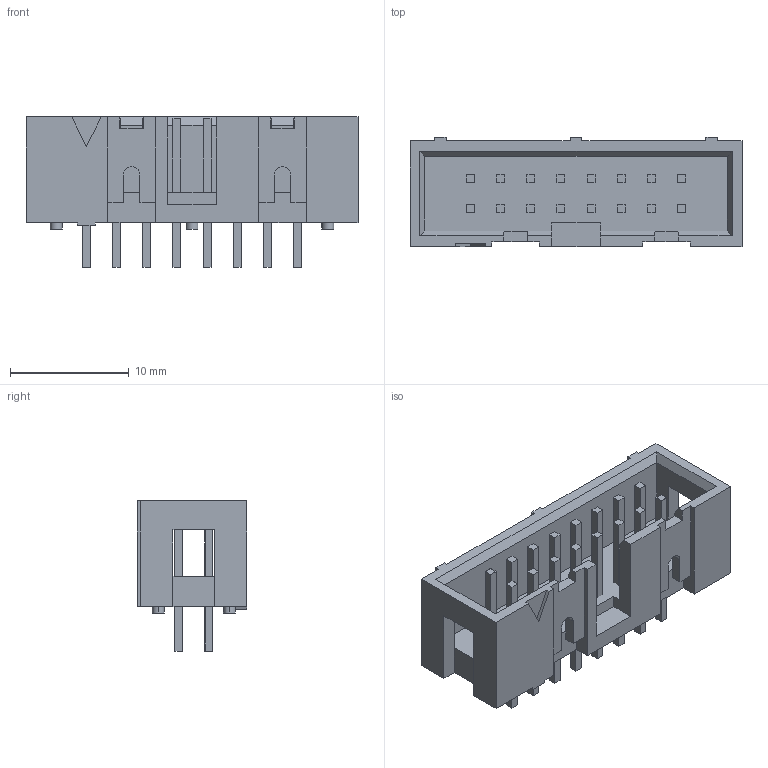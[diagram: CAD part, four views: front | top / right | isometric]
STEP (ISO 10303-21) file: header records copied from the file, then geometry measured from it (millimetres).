
FILE_DESCRIPTION (( 'STEP AP214' ), '1' );
FILE_NAME ('User Library-LP16V.STEP', '2021-03-31T08:24:39', ( '' ), ( '' ), 'SwSTEP 2.0', 'SolidWorks 2020', '' );
FILE_SCHEMA (( 'AUTOMOTIVE_DESIGN' ));
Length unit declared in the file: millimetre
Products named in the file (3): LP16V; Fusion; User Library-LP16V
Assembly tree (2 placements, depth 2):
  User Library-LP16V
    LP16V
    Fusion
Bounding box: 27.94 x 9.2 x 12.66 mm (x, y, z)
Volume: 1149.5 mm3; surface area: 2166.7 mm2
Topology: 17 solids, 17 shells, 233 faces, 567 edges, 374 vertices
Faces by surface type: plane 217, cylinder 16
Entity records: 9521 total; most frequent: CARTESIAN_POINT 1179, ORIENTED_EDGE 1134, DIRECTION 1075, EDGE_CURVE 567, LINE 535, VECTOR 535, VERTEX_POINT 374, AXIS2_PLACEMENT_3D 270
